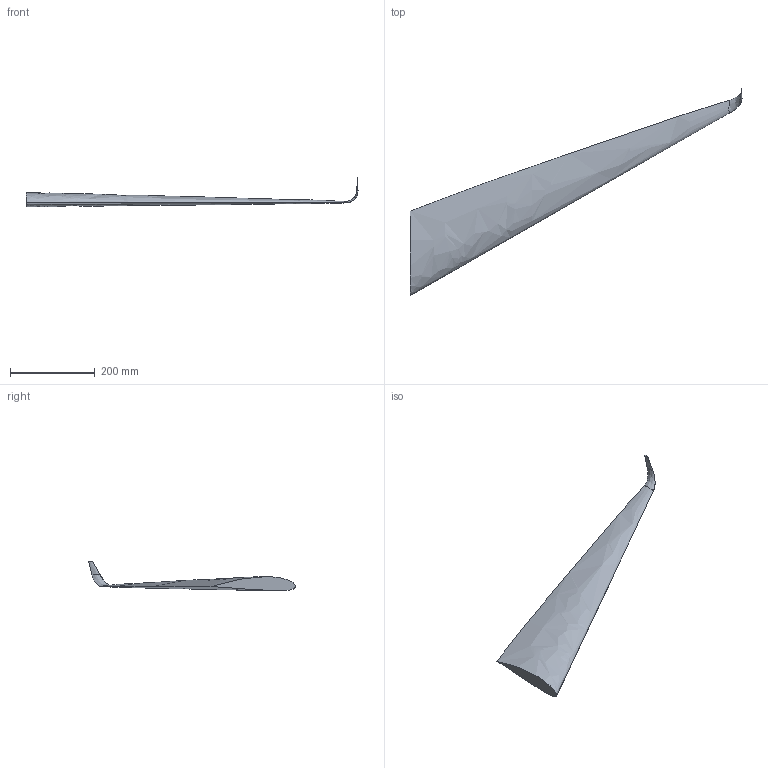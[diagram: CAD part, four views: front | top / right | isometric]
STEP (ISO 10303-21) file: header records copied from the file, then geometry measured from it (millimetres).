
FILE_DESCRIPTION(('CATIA V5 STEP Exchange'),'2;1');
FILE_NAME('SweptWing.stp','2026-02-21T21:15:43+00:00',('none'),('none'),'CATIA Version 5 Release 21 GA (IN-10)','CATIA V5 STEP AP203','none');
FILE_SCHEMA(('CONFIG_CONTROL_DESIGN'));
Length unit declared in the file: millimetre
Products named in the file (1): Airfoil
Bounding box: 785.83 x 490.02 x 70.15 mm (x, y, z)
Volume: 1425839.4 mm3; surface area: 196067.9 mm2
Topology: 1 solids, 1 shells, 8 faces, 14 edges, 8 vertices
Faces by surface type: bspline 6, plane 2
Entity records: 4938 total; most frequent: CARTESIAN_POINT 4787, ORIENTED_EDGE 28, B_SPLINE_CURVE_WITH_KNOTS 14, EDGE_CURVE 14, ADVANCED_FACE 8, EDGE_LOOP 8, FACE_OUTER_BOUND 8, VERTEX_POINT 8
